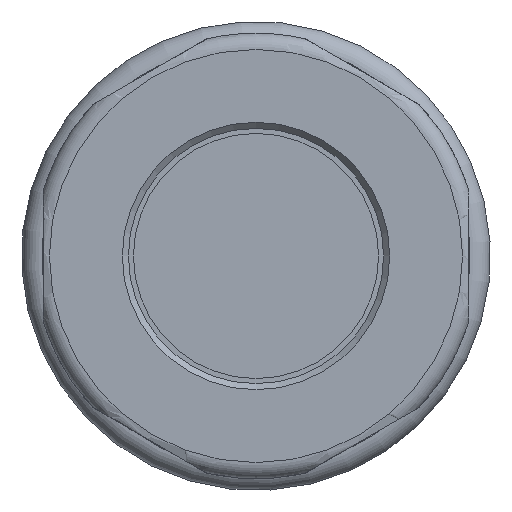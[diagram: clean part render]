
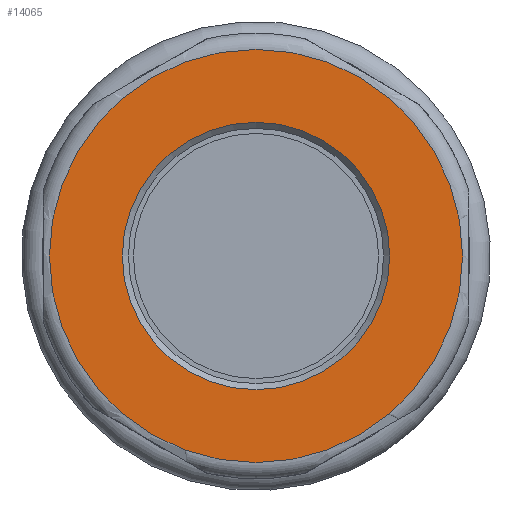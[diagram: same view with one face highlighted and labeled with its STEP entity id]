
A CAD part, left-side view. The second image highlights one B-rep face of the part: STEP entity #14065.
In plain terms, the highlighted planar face has unit normal (-1, 0, 0).
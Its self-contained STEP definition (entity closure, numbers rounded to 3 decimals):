
#642=PLANE('',#14784);
#751=FACE_BOUND('',#2095,.T.);
#1286=FACE_OUTER_BOUND('',#2094,.T.);
#2094=EDGE_LOOP('',(#11660,#11661));
#2095=EDGE_LOOP('',(#11662));
#5078=CIRCLE('',#14758,10.2);
#5079=CIRCLE('',#14759,10.2);
#5092=CIRCLE('',#14785,6.6);
#6286=VERTEX_POINT('',#90341);
#6287=VERTEX_POINT('',#90343);
#6301=VERTEX_POINT('',#90550);
#8133=EDGE_CURVE('',#6286,#6287,#5078,.T.);
#8134=EDGE_CURVE('',#6287,#6286,#5079,.T.);
#8162=EDGE_CURVE('',#6301,#6301,#5092,.T.);
#11660=ORIENTED_EDGE('',*,*,#8134,.F.);
#11661=ORIENTED_EDGE('',*,*,#8133,.F.);
#11662=ORIENTED_EDGE('',*,*,#8162,.F.);
#14065=ADVANCED_FACE('',(#1286,#751),#642,.T.);
#14758=AXIS2_PLACEMENT_3D('',#90344,#16417,#16418);
#14759=AXIS2_PLACEMENT_3D('',#90345,#16419,#16420);
#14784=AXIS2_PLACEMENT_3D('',#90549,#16478,#16479);
#14785=AXIS2_PLACEMENT_3D('',#90551,#16480,#16481);
#16417=DIRECTION('center_axis',(1.,0.,0.));
#16418=DIRECTION('ref_axis',(0.,-1.,0.));
#16419=DIRECTION('center_axis',(1.,0.,0.));
#16420=DIRECTION('ref_axis',(0.,-1.,0.));
#16478=DIRECTION('center_axis',(-1.,0.,0.));
#16479=DIRECTION('ref_axis',(0.,0.,1.));
#16480=DIRECTION('center_axis',(-1.,0.,0.));
#16481=DIRECTION('ref_axis',(0.,-1.,0.));
#90341=CARTESIAN_POINT('',(0.,0.,10.2));
#90343=CARTESIAN_POINT('',(0.,10.2,0.));
#90344=CARTESIAN_POINT('Origin',(0.,0.,0.));
#90345=CARTESIAN_POINT('Origin',(0.,0.,0.));
#90549=CARTESIAN_POINT('Origin',(0.,8.65,0.));
#90550=CARTESIAN_POINT('',(0.,6.6,0.));
#90551=CARTESIAN_POINT('Origin',(0.,0.,0.));
